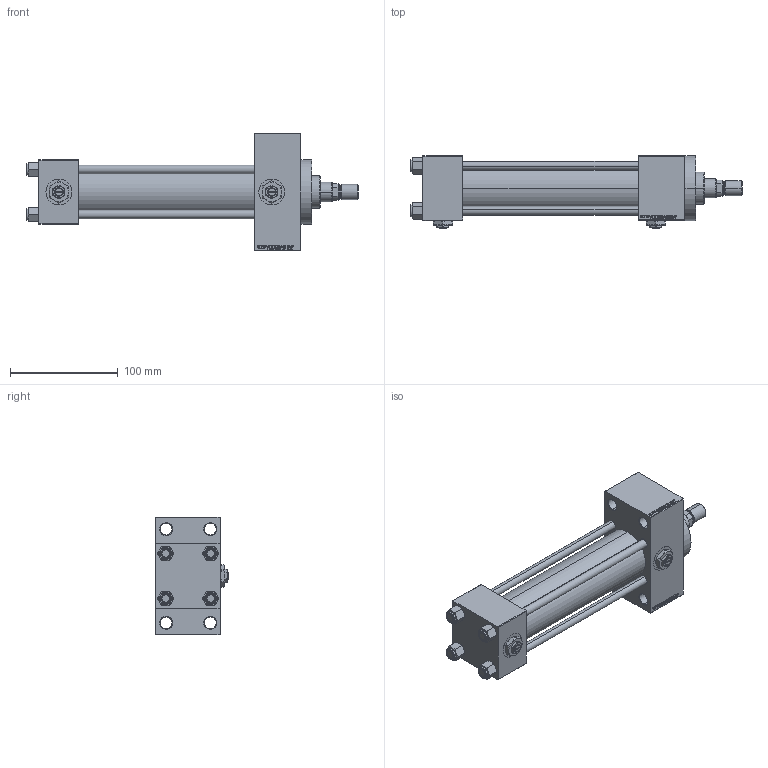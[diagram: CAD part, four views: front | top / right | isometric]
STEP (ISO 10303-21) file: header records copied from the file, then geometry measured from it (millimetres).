
FILE_DESCRIPTION (( 'STEP AP203' ), '1' );
FILE_NAME ('ae32.STEP', '2022-04-16T05:41:24', ( '' ), ( '' ), 'SwSTEP 2.0', 'SolidWorks 2019', '' );
FILE_SCHEMA (( 'CONFIG_CONTROL_DESIGN' ));
Length unit declared in the file: millimetre
Products named in the file (8): V215CR_D_Body 54cde59c5b015093acdc50063632006f; Zatka_pro_OIL_PORT 54cde59c5b015093acdc50063632006f; ROD_END_AH 54cde59c5b015093acdc50063632006f; NUT_M5_D 54cde59c5b015093acdc50063632006f; V215CR_VCP_D 54cde59c5b015093acdc50063632006f; V215_VC_A 54cde59c5b015093acdc50063632006f; ae32; V215CR_D_TYCINKA 54cde59c5b015093acdc50063632006f
Assembly tree (14 placements, depth 2):
  ae32
    V215CR_D_Body 54cde59c5b015093acdc50063632006f
    V215CR_VCP_D 54cde59c5b015093acdc50063632006f
    NUT_M5_D 54cde59c5b015093acdc50063632006f  x4
    V215CR_D_TYCINKA 54cde59c5b015093acdc50063632006f  x4
    V215_VC_A 54cde59c5b015093acdc50063632006f
    ROD_END_AH 54cde59c5b015093acdc50063632006f
    Zatka_pro_OIL_PORT 54cde59c5b015093acdc50063632006f  x2
Bounding box: 308 x 67 x 109 mm (x, y, z)
Volume: 608436.1 mm3; surface area: 169860.3 mm2
Topology: 14 solids, 14 shells, 1228 faces, 3030 edges, 1949 vertices
Faces by surface type: plane 552, bspline 368, cone 190, cylinder 108, torus 10
Entity records: 49974 total; most frequent: CARTESIAN_POINT 25785, ORIENTED_EDGE 5360, DIRECTION 3576, EDGE_CURVE 2680, VERTEX_POINT 1747, VECTOR 1568, LINE 1568, EDGE_LOOP 1207
